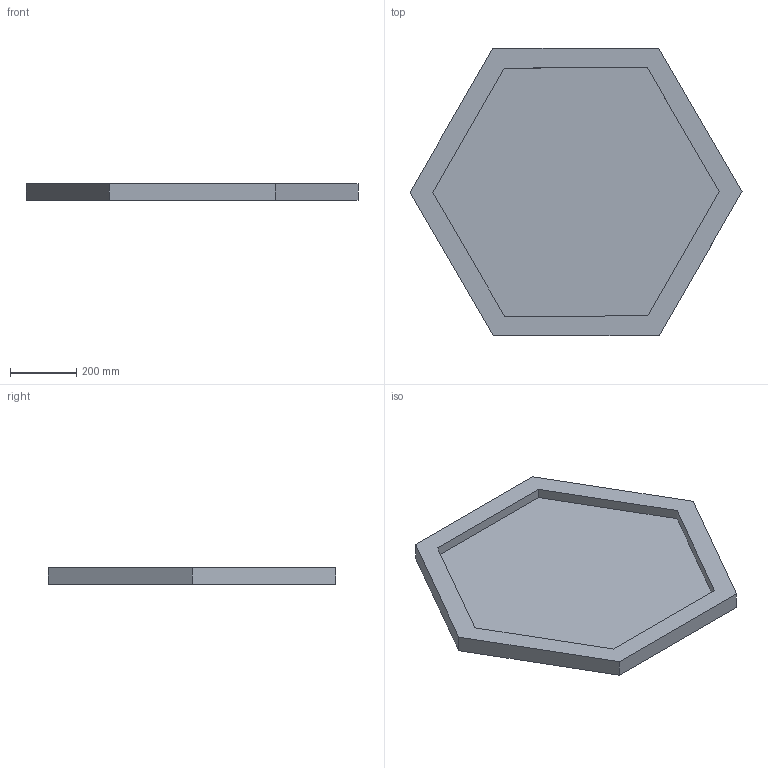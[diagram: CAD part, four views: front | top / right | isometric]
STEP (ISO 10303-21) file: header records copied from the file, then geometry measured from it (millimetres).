
FILE_DESCRIPTION(('FreeCAD Model'),'2;1');
FILE_NAME('Open CASCADE Shape Model','2025-02-01T10:07:16',(''),(''), 'Open CASCADE STEP processor 7.8','FreeCAD','Unknown');
FILE_SCHEMA(('AUTOMOTIVE_DESIGN { 1 0 10303 214 1 1 1 1 }'));
Length unit declared in the file: millimetre
Products named in the file (5): FirstPolygonFreeCAD; Body; Pad001; Pad; Sketch
Assembly tree (4 placements, depth 2):
  FirstPolygonFreeCAD
    Body
    Pad001
    Pad
    Sketch
Bounding box: 1000 x 867.06 x 50 mm (x, y, z)
Surface area: 3664289 mm2
Topology: 3 solids, 3 shells, 44 faces, 120 edges, 96 vertices
Faces by surface type: plane 44
Entity records: 1492 total; most frequent: CARTESIAN_POINT 265, DIRECTION 218, ORIENTED_EDGE 216, LINE 120, VECTOR 120, EDGE_CURVE 108, VERTEX_POINT 72, AXIS2_PLACEMENT_3D 49
